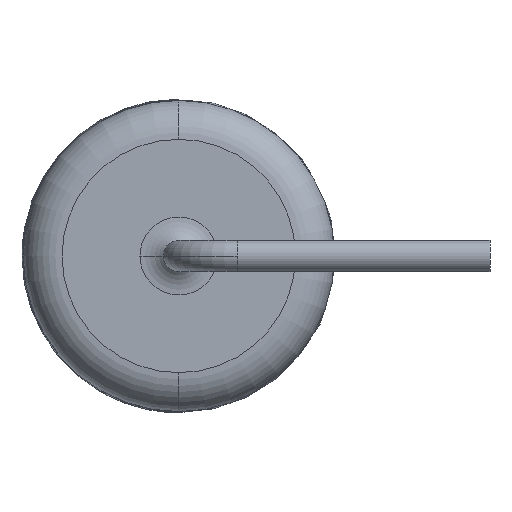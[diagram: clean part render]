
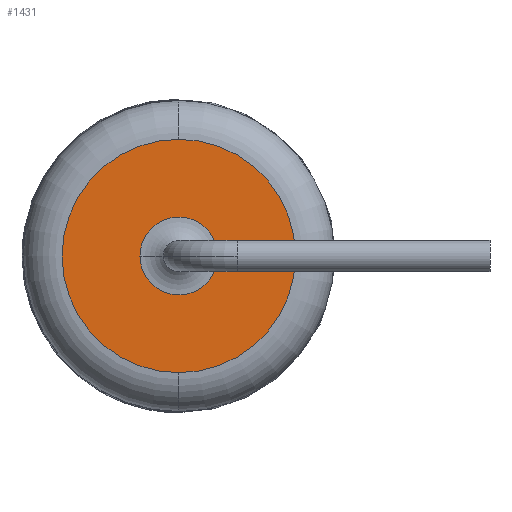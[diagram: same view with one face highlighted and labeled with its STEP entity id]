
A CAD part, left-side view. The second image highlights one B-rep face of the part: STEP entity #1431.
In plain terms, the highlighted planar face has unit normal (-1, 0, 0).
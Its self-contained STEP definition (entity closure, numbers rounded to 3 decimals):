
#118 = CIRCLE ( 'NONE', #1434, 3. ) ;
#132 = CIRCLE ( 'NONE', #839, 1. ) ;
#227 = ORIENTED_EDGE ( 'NONE', *, *, #1509, .T. ) ;
#276 = DIRECTION ( 'NONE',  ( 0., 1., 0. ) ) ;
#367 = FACE_OUTER_BOUND ( 'NONE', #1636, .T. ) ;
#375 = CARTESIAN_POINT ( 'NONE',  ( -12., 0., -3. ) ) ;
#382 = DIRECTION ( 'NONE',  ( 0., 0., -1. ) ) ;
#477 = AXIS2_PLACEMENT_3D ( 'NONE', #2689, #577, #382 ) ;
#484 = CIRCLE ( 'NONE', #1521, 1. ) ;
#489 = CARTESIAN_POINT ( 'NONE',  ( -12., 0., 0. ) ) ;
#515 = DIRECTION ( 'NONE',  ( 0., 0., -1. ) ) ;
#566 = FACE_BOUND ( 'NONE', #977, .T. ) ;
#577 = DIRECTION ( 'NONE',  ( 1., 0., 0. ) ) ;
#635 = DIRECTION ( 'NONE',  ( 0., 0., -1. ) ) ;
#641 = ORIENTED_EDGE ( 'NONE', *, *, #850, .F. ) ;
#792 = VERTEX_POINT ( 'NONE', #979 ) ;
#816 = CIRCLE ( 'NONE', #2341, 3. ) ;
#839 = AXIS2_PLACEMENT_3D ( 'NONE', #489, #1302, #276 ) ;
#850 = EDGE_CURVE ( 'NONE', #792, #2244, #132, .T. ) ;
#949 = DIRECTION ( 'NONE',  ( -1., 0., 0. ) ) ;
#970 = ORIENTED_EDGE ( 'NONE', *, *, #2491, .F. ) ;
#977 = EDGE_LOOP ( 'NONE', ( #970, #641 ) ) ;
#979 = CARTESIAN_POINT ( 'NONE',  ( -12., -1., 0. ) ) ;
#1066 = ORIENTED_EDGE ( 'NONE', *, *, #2261, .T. ) ;
#1069 = CARTESIAN_POINT ( 'NONE',  ( -12., 0., 0. ) ) ;
#1164 = CARTESIAN_POINT ( 'NONE',  ( -12., 1., 0. ) ) ;
#1190 = PLANE ( 'NONE',  #477 ) ;
#1302 = DIRECTION ( 'NONE',  ( -1., 0., 0. ) ) ;
#1372 = VERTEX_POINT ( 'NONE', #2627 ) ;
#1431 = ADVANCED_FACE ( 'NONE', ( #566, #367 ), #1190, .F. ) ;
#1434 = AXIS2_PLACEMENT_3D ( 'NONE', #2178, #2272, #635 ) ;
#1509 = EDGE_CURVE ( 'NONE', #2136, #1372, #816, .T. ) ;
#1521 = AXIS2_PLACEMENT_3D ( 'NONE', #1997, #949, #2434 ) ;
#1636 = EDGE_LOOP ( 'NONE', ( #227, #1066 ) ) ;
#1997 = CARTESIAN_POINT ( 'NONE',  ( -12., 0., 0. ) ) ;
#2089 = DIRECTION ( 'NONE',  ( -1., 0., 0. ) ) ;
#2136 = VERTEX_POINT ( 'NONE', #375 ) ;
#2178 = CARTESIAN_POINT ( 'NONE',  ( -12., 0., 0. ) ) ;
#2244 = VERTEX_POINT ( 'NONE', #1164 ) ;
#2261 = EDGE_CURVE ( 'NONE', #1372, #2136, #118, .T. ) ;
#2272 = DIRECTION ( 'NONE',  ( -1., 0., 0. ) ) ;
#2341 = AXIS2_PLACEMENT_3D ( 'NONE', #1069, #2089, #515 ) ;
#2434 = DIRECTION ( 'NONE',  ( 0., 1., 0. ) ) ;
#2491 = EDGE_CURVE ( 'NONE', #2244, #792, #484, .T. ) ;
#2627 = CARTESIAN_POINT ( 'NONE',  ( -12., 0., 3. ) ) ;
#2689 = CARTESIAN_POINT ( 'NONE',  ( -12., 0., 0. ) ) ;
